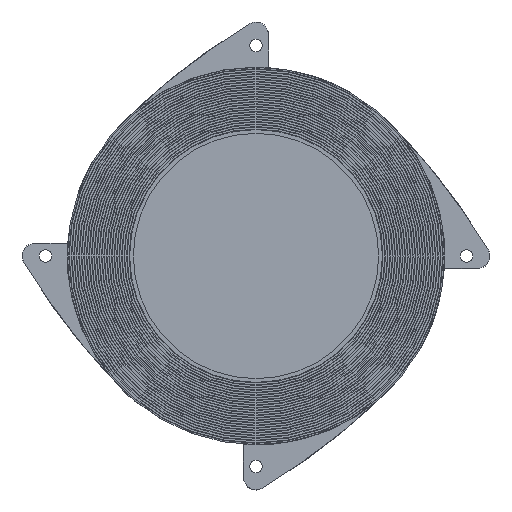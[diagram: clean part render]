
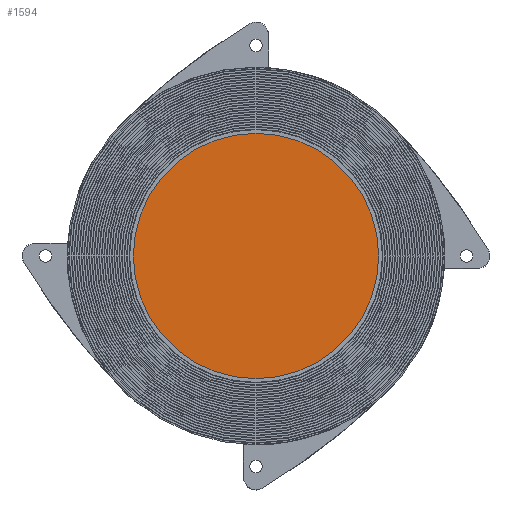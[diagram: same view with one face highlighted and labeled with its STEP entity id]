
A CAD part, front view. The second image highlights one B-rep face of the part: STEP entity #1594.
In plain terms, the highlighted planar face has unit normal (0, -1, 0).
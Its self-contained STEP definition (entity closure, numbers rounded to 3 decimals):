
#13 = VERTEX_POINT ( 'NONE', #8295 ) ;
#74 = AXIS2_PLACEMENT_3D ( 'NONE', #10129, #5766, #9867 ) ;
#534 = CARTESIAN_POINT ( 'NONE',  ( 0., 9.8, 0. ) ) ;
#1187 = ORIENTED_EDGE ( 'NONE', *, *, #10176, .T. ) ;
#1594 = ADVANCED_FACE ( 'NONE', ( #8897 ), #13003, .F. ) ;
#2196 = ORIENTED_EDGE ( 'NONE', *, *, #3514, .T. ) ;
#3514 = EDGE_CURVE ( 'NONE', #13, #6069, #5724, .T. ) ;
#3562 = CARTESIAN_POINT ( 'NONE',  ( 0., 9.8, 0. ) ) ;
#5724 = CIRCLE ( 'NONE', #13029, 48.75 ) ;
#5766 = DIRECTION ( 'NONE',  ( 0., -1., 0. ) ) ;
#5801 = DIRECTION ( 'NONE',  ( 0., 1., 0. ) ) ;
#6069 = VERTEX_POINT ( 'NONE', #6555 ) ;
#6555 = CARTESIAN_POINT ( 'NONE',  ( 0., 9.8, -48.75 ) ) ;
#6683 = EDGE_LOOP ( 'NONE', ( #1187, #2196 ) ) ;
#6807 = DIRECTION ( 'NONE',  ( 0., -1., 0. ) ) ;
#7641 = CIRCLE ( 'NONE', #74, 48.75 ) ;
#8295 = CARTESIAN_POINT ( 'NONE',  ( 0., 9.8, 48.75 ) ) ;
#8832 = DIRECTION ( 'NONE',  ( 1., 0., 0. ) ) ;
#8897 = FACE_OUTER_BOUND ( 'NONE', #6683, .T. ) ;
#9867 = DIRECTION ( 'NONE',  ( 0., 0., -1. ) ) ;
#10129 = CARTESIAN_POINT ( 'NONE',  ( 0., 9.8, 0. ) ) ;
#10176 = EDGE_CURVE ( 'NONE', #6069, #13, #7641, .T. ) ;
#10408 = AXIS2_PLACEMENT_3D ( 'NONE', #534, #5801, #8832 ) ;
#11847 = DIRECTION ( 'NONE',  ( 0., 0., -1. ) ) ;
#13003 = PLANE ( 'NONE',  #10408 ) ;
#13029 = AXIS2_PLACEMENT_3D ( 'NONE', #3562, #6807, #11847 ) ;
